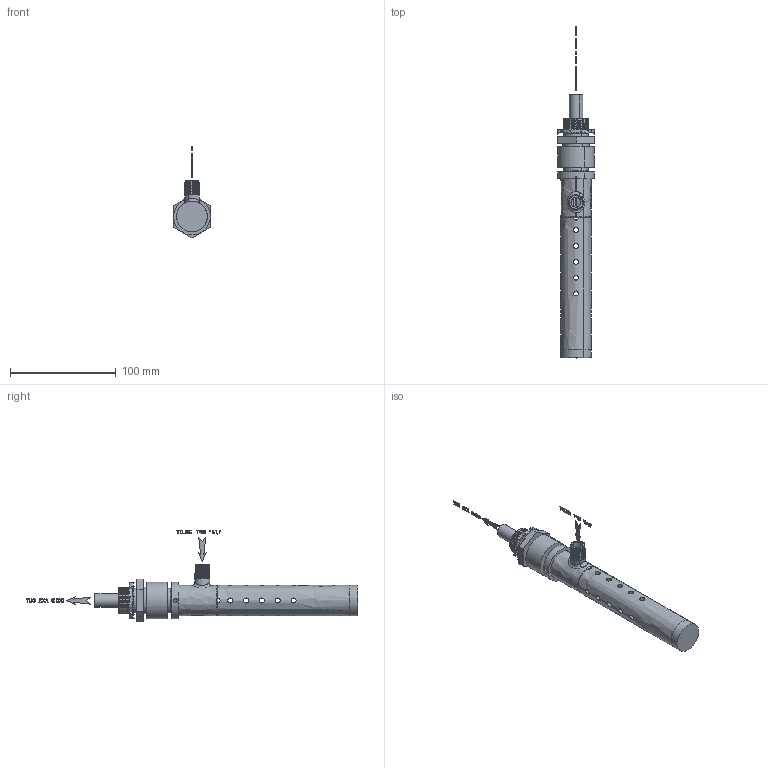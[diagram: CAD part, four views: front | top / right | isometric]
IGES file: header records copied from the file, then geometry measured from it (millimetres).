
Start section: START RECORD GO HERE.
Global section: file name: Panel Cooler Nema 4-4X.igs; native system: DASSAULT SYSTEMES CATIA V5 R20 - www.3ds.com; preprocessor: CATIA Version 5 Release 20 ; author: DESIGNENG; organization: KJNDESIGN; date: 20150324.112724; units: millimetre
Bounding box: 35.05 x 314.55 x 86.9 mm (x, y, z)
Volume: 132108.8 mm3; surface area: 42077.4 mm2
Topology: 28 solids, 29 shells, 973 faces, 2611 edges, 1720 vertices
Faces by surface type: bspline 973
